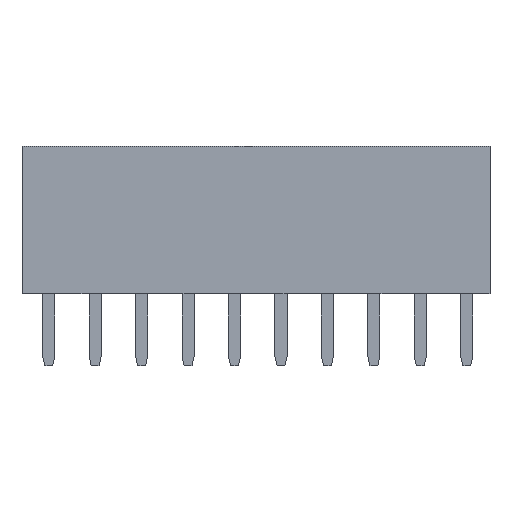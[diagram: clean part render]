
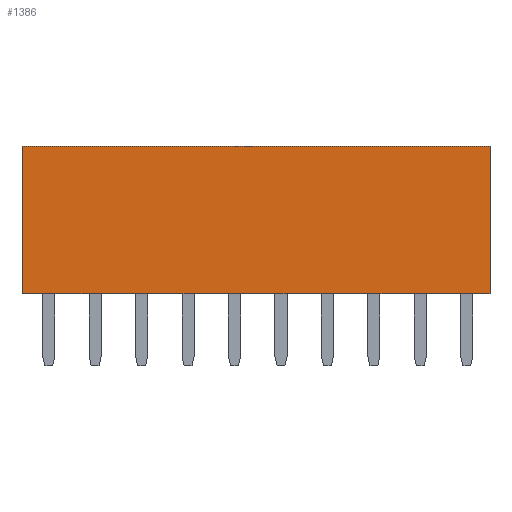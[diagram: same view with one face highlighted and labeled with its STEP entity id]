
A CAD part, top view. The second image highlights one B-rep face of the part: STEP entity #1386.
In plain terms, the highlighted planar face has unit normal (0, 0, 1).
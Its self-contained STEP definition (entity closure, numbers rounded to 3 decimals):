
#349=CARTESIAN_POINT('',(20.15,6.35,0.));
#350=VERTEX_POINT('',#349);
#357=CARTESIAN_POINT('',(20.15,0.,0.));
#358=VERTEX_POINT('',#357);
#359=CARTESIAN_POINT('',(20.15,0.,0.));
#360=DIRECTION('',(0.,1.,0.));
#361=VECTOR('',#360,6.35);
#362=LINE('',#359,#361);
#363=EDGE_CURVE('',#358,#350,#362,.T.);
#379=CARTESIAN_POINT('',(0.,6.35,0.));
#380=VERTEX_POINT('',#379);
#410=CARTESIAN_POINT('',(0.,0.,0.));
#411=VERTEX_POINT('',#410);
#421=CARTESIAN_POINT('',(0.,0.,0.));
#422=CARTESIAN_POINT('',(0.,1.27,0.));
#423=CARTESIAN_POINT('',(0.,2.54,0.));
#424=CARTESIAN_POINT('',(0.,3.81,0.));
#425=CARTESIAN_POINT('',(0.,5.08,0.));
#426=CARTESIAN_POINT('',(0.,6.35,0.));
#427=B_SPLINE_CURVE_WITH_KNOTS('',5,(#421,#422,#423,#424,#425,#426),.UNSPECIFIED.,.F.,.U.,(6,6),(0.,6.35),.UNSPECIFIED.);
#428=EDGE_CURVE('',#411,#380,#427,.T.);
#438=CARTESIAN_POINT('',(0.,6.35,0.));
#439=CARTESIAN_POINT('',(4.03,6.35,0.));
#440=CARTESIAN_POINT('',(8.06,6.35,0.));
#441=CARTESIAN_POINT('',(12.09,6.35,0.));
#442=CARTESIAN_POINT('',(16.12,6.35,0.));
#443=CARTESIAN_POINT('',(20.15,6.35,0.));
#444=B_SPLINE_CURVE_WITH_KNOTS('',5,(#438,#439,#440,#441,#442,#443),.UNSPECIFIED.,.F.,.U.,(6,6),(0.,20.15),.UNSPECIFIED.);
#445=EDGE_CURVE('',#380,#350,#444,.T.);
#1177=CARTESIAN_POINT('',(10.125,3.175,0.));
#1178=DIRECTION('',(1.,0.,0.));
#1179=DIRECTION('',(0.,0.,1.));
#1180=AXIS2_PLACEMENT_3D('',#1177,#1179,#1178);
#1181=PLANE('',#1180);
#1182=ORIENTED_EDGE('',*,*,#445,.F.);
#1183=ORIENTED_EDGE('',*,*,#428,.F.);
#1184=CARTESIAN_POINT('',(0.8,0.,0.));
#1185=VERTEX_POINT('',#1184);
#1186=CARTESIAN_POINT('',(0.8,0.,0.));
#1187=CARTESIAN_POINT('',(0.64,0.,0.));
#1188=CARTESIAN_POINT('',(0.48,0.,0.));
#1189=CARTESIAN_POINT('',(0.32,0.,0.));
#1190=CARTESIAN_POINT('',(0.16,0.,0.));
#1191=CARTESIAN_POINT('',(0.,0.,0.));
#1192=B_SPLINE_CURVE_WITH_KNOTS('',5,(#1186,#1187,#1188,#1189,#1190,#1191),.UNSPECIFIED.,.F.,.U.,(6,6),(0.,0.8),.UNSPECIFIED.);
#1193=EDGE_CURVE('',#1185,#411,#1192,.T.);
#1194=ORIENTED_EDGE('',*,*,#1193,.F.);
#1195=CARTESIAN_POINT('',(1.5,0.,0.));
#1196=VERTEX_POINT('',#1195);
#1197=CARTESIAN_POINT('',(1.5,0.,0.));
#1198=DIRECTION('',(-1.,0.,0.));
#1199=VECTOR('',#1198,0.7);
#1200=LINE('',#1197,#1199);
#1201=EDGE_CURVE('',#1196,#1185,#1200,.T.);
#1202=ORIENTED_EDGE('',*,*,#1201,.F.);
#1203=CARTESIAN_POINT('',(2.8,0.,0.));
#1204=VERTEX_POINT('',#1203);
#1205=CARTESIAN_POINT('',(1.5,0.,0.));
#1206=CARTESIAN_POINT('',(1.76,0.,0.));
#1207=CARTESIAN_POINT('',(2.02,0.,0.));
#1208=CARTESIAN_POINT('',(2.28,0.,0.));
#1209=CARTESIAN_POINT('',(2.54,0.,0.));
#1210=CARTESIAN_POINT('',(2.8,0.,0.));
#1211=B_SPLINE_CURVE_WITH_KNOTS('',5,(#1205,#1206,#1207,#1208,#1209,#1210),.UNSPECIFIED.,.F.,.U.,(6,6),(0.,1.3),.UNSPECIFIED.);
#1212=EDGE_CURVE('',#1196,#1204,#1211,.T.);
#1213=ORIENTED_EDGE('',*,*,#1212,.T.);
#1214=CARTESIAN_POINT('',(3.5,0.,0.));
#1215=VERTEX_POINT('',#1214);
#1216=CARTESIAN_POINT('',(3.5,0.,0.));
#1217=DIRECTION('',(-1.,0.,0.));
#1218=VECTOR('',#1217,0.7);
#1219=LINE('',#1216,#1218);
#1220=EDGE_CURVE('',#1215,#1204,#1219,.T.);
#1221=ORIENTED_EDGE('',*,*,#1220,.F.);
#1222=CARTESIAN_POINT('',(4.8,0.,0.));
#1223=VERTEX_POINT('',#1222);
#1224=CARTESIAN_POINT('',(3.5,0.,0.));
#1225=CARTESIAN_POINT('',(3.76,0.,0.));
#1226=CARTESIAN_POINT('',(4.02,0.,0.));
#1227=CARTESIAN_POINT('',(4.28,0.,0.));
#1228=CARTESIAN_POINT('',(4.54,0.,0.));
#1229=CARTESIAN_POINT('',(4.8,0.,0.));
#1230=B_SPLINE_CURVE_WITH_KNOTS('',5,(#1224,#1225,#1226,#1227,#1228,#1229),.UNSPECIFIED.,.F.,.U.,(6,6),(0.,1.3),.UNSPECIFIED.);
#1231=EDGE_CURVE('',#1215,#1223,#1230,.T.);
#1232=ORIENTED_EDGE('',*,*,#1231,.T.);
#1233=CARTESIAN_POINT('',(5.5,0.,0.));
#1234=VERTEX_POINT('',#1233);
#1235=CARTESIAN_POINT('',(5.5,0.,0.));
#1236=DIRECTION('',(-1.,0.,0.));
#1237=VECTOR('',#1236,0.7);
#1238=LINE('',#1235,#1237);
#1239=EDGE_CURVE('',#1234,#1223,#1238,.T.);
#1240=ORIENTED_EDGE('',*,*,#1239,.F.);
#1241=CARTESIAN_POINT('',(6.8,0.,0.));
#1242=VERTEX_POINT('',#1241);
#1243=CARTESIAN_POINT('',(5.5,0.,0.));
#1244=CARTESIAN_POINT('',(5.76,0.,0.));
#1245=CARTESIAN_POINT('',(6.02,0.,0.));
#1246=CARTESIAN_POINT('',(6.28,0.,0.));
#1247=CARTESIAN_POINT('',(6.54,0.,0.));
#1248=CARTESIAN_POINT('',(6.8,0.,0.));
#1249=B_SPLINE_CURVE_WITH_KNOTS('',5,(#1243,#1244,#1245,#1246,#1247,#1248),.UNSPECIFIED.,.F.,.U.,(6,6),(0.,1.3),.UNSPECIFIED.);
#1250=EDGE_CURVE('',#1234,#1242,#1249,.T.);
#1251=ORIENTED_EDGE('',*,*,#1250,.T.);
#1252=CARTESIAN_POINT('',(7.5,0.,0.));
#1253=VERTEX_POINT('',#1252);
#1254=CARTESIAN_POINT('',(7.5,0.,0.));
#1255=DIRECTION('',(-1.,0.,0.));
#1256=VECTOR('',#1255,0.7);
#1257=LINE('',#1254,#1256);
#1258=EDGE_CURVE('',#1253,#1242,#1257,.T.);
#1259=ORIENTED_EDGE('',*,*,#1258,.F.);
#1260=CARTESIAN_POINT('',(8.8,0.,0.));
#1261=VERTEX_POINT('',#1260);
#1262=CARTESIAN_POINT('',(7.5,0.,0.));
#1263=CARTESIAN_POINT('',(7.76,0.,0.));
#1264=CARTESIAN_POINT('',(8.02,0.,0.));
#1265=CARTESIAN_POINT('',(8.28,0.,0.));
#1266=CARTESIAN_POINT('',(8.54,0.,0.));
#1267=CARTESIAN_POINT('',(8.8,0.,0.));
#1268=B_SPLINE_CURVE_WITH_KNOTS('',5,(#1262,#1263,#1264,#1265,#1266,#1267),.UNSPECIFIED.,.F.,.U.,(6,6),(0.,1.3),.UNSPECIFIED.);
#1269=EDGE_CURVE('',#1253,#1261,#1268,.T.);
#1270=ORIENTED_EDGE('',*,*,#1269,.T.);
#1271=CARTESIAN_POINT('',(9.5,0.,0.));
#1272=VERTEX_POINT('',#1271);
#1273=CARTESIAN_POINT('',(9.5,0.,0.));
#1274=DIRECTION('',(-1.,0.,0.));
#1275=VECTOR('',#1274,0.7);
#1276=LINE('',#1273,#1275);
#1277=EDGE_CURVE('',#1272,#1261,#1276,.T.);
#1278=ORIENTED_EDGE('',*,*,#1277,.F.);
#1279=CARTESIAN_POINT('',(10.8,0.,0.));
#1280=VERTEX_POINT('',#1279);
#1281=CARTESIAN_POINT('',(9.5,0.,0.));
#1282=CARTESIAN_POINT('',(9.76,0.,0.));
#1283=CARTESIAN_POINT('',(10.02,0.,0.));
#1284=CARTESIAN_POINT('',(10.28,0.,0.));
#1285=CARTESIAN_POINT('',(10.54,0.,0.));
#1286=CARTESIAN_POINT('',(10.8,0.,0.));
#1287=B_SPLINE_CURVE_WITH_KNOTS('',5,(#1281,#1282,#1283,#1284,#1285,#1286),.UNSPECIFIED.,.F.,.U.,(6,6),(0.,1.3),.UNSPECIFIED.);
#1288=EDGE_CURVE('',#1272,#1280,#1287,.T.);
#1289=ORIENTED_EDGE('',*,*,#1288,.T.);
#1290=CARTESIAN_POINT('',(11.5,0.,0.));
#1291=VERTEX_POINT('',#1290);
#1292=CARTESIAN_POINT('',(11.5,0.,0.));
#1293=DIRECTION('',(-1.,0.,0.));
#1294=VECTOR('',#1293,0.7);
#1295=LINE('',#1292,#1294);
#1296=EDGE_CURVE('',#1291,#1280,#1295,.T.);
#1297=ORIENTED_EDGE('',*,*,#1296,.F.);
#1298=CARTESIAN_POINT('',(12.8,0.,0.));
#1299=VERTEX_POINT('',#1298);
#1300=CARTESIAN_POINT('',(11.5,0.,0.));
#1301=CARTESIAN_POINT('',(11.76,0.,0.));
#1302=CARTESIAN_POINT('',(12.02,0.,0.));
#1303=CARTESIAN_POINT('',(12.28,0.,0.));
#1304=CARTESIAN_POINT('',(12.54,0.,0.));
#1305=CARTESIAN_POINT('',(12.8,0.,0.));
#1306=B_SPLINE_CURVE_WITH_KNOTS('',5,(#1300,#1301,#1302,#1303,#1304,#1305),.UNSPECIFIED.,.F.,.U.,(6,6),(0.,1.3),.UNSPECIFIED.);
#1307=EDGE_CURVE('',#1291,#1299,#1306,.T.);
#1308=ORIENTED_EDGE('',*,*,#1307,.T.);
#1309=CARTESIAN_POINT('',(13.5,0.,0.));
#1310=VERTEX_POINT('',#1309);
#1311=CARTESIAN_POINT('',(13.5,0.,0.));
#1312=DIRECTION('',(-1.,0.,0.));
#1313=VECTOR('',#1312,0.7);
#1314=LINE('',#1311,#1313);
#1315=EDGE_CURVE('',#1310,#1299,#1314,.T.);
#1316=ORIENTED_EDGE('',*,*,#1315,.F.);
#1317=CARTESIAN_POINT('',(14.8,0.,0.));
#1318=VERTEX_POINT('',#1317);
#1319=CARTESIAN_POINT('',(13.5,0.,0.));
#1320=CARTESIAN_POINT('',(13.76,0.,0.));
#1321=CARTESIAN_POINT('',(14.02,0.,0.));
#1322=CARTESIAN_POINT('',(14.28,0.,0.));
#1323=CARTESIAN_POINT('',(14.54,0.,0.));
#1324=CARTESIAN_POINT('',(14.8,0.,0.));
#1325=B_SPLINE_CURVE_WITH_KNOTS('',5,(#1319,#1320,#1321,#1322,#1323,#1324),.UNSPECIFIED.,.F.,.U.,(6,6),(0.,1.3),.UNSPECIFIED.);
#1326=EDGE_CURVE('',#1310,#1318,#1325,.T.);
#1327=ORIENTED_EDGE('',*,*,#1326,.T.);
#1328=CARTESIAN_POINT('',(15.5,0.,0.));
#1329=VERTEX_POINT('',#1328);
#1330=CARTESIAN_POINT('',(15.5,0.,0.));
#1331=DIRECTION('',(-1.,0.,0.));
#1332=VECTOR('',#1331,0.7);
#1333=LINE('',#1330,#1332);
#1334=EDGE_CURVE('',#1329,#1318,#1333,.T.);
#1335=ORIENTED_EDGE('',*,*,#1334,.F.);
#1336=CARTESIAN_POINT('',(16.8,0.,0.));
#1337=VERTEX_POINT('',#1336);
#1338=CARTESIAN_POINT('',(15.5,0.,0.));
#1339=CARTESIAN_POINT('',(15.76,0.,0.));
#1340=CARTESIAN_POINT('',(16.02,0.,0.));
#1341=CARTESIAN_POINT('',(16.28,0.,0.));
#1342=CARTESIAN_POINT('',(16.54,0.,0.));
#1343=CARTESIAN_POINT('',(16.8,0.,0.));
#1344=B_SPLINE_CURVE_WITH_KNOTS('',5,(#1338,#1339,#1340,#1341,#1342,#1343),.UNSPECIFIED.,.F.,.U.,(6,6),(0.,1.3),.UNSPECIFIED.);
#1345=EDGE_CURVE('',#1329,#1337,#1344,.T.);
#1346=ORIENTED_EDGE('',*,*,#1345,.T.);
#1347=CARTESIAN_POINT('',(17.5,0.,0.));
#1348=VERTEX_POINT('',#1347);
#1349=CARTESIAN_POINT('',(17.5,0.,0.));
#1350=DIRECTION('',(-1.,0.,0.));
#1351=VECTOR('',#1350,0.7);
#1352=LINE('',#1349,#1351);
#1353=EDGE_CURVE('',#1348,#1337,#1352,.T.);
#1354=ORIENTED_EDGE('',*,*,#1353,.F.);
#1355=CARTESIAN_POINT('',(18.8,0.,0.));
#1356=VERTEX_POINT('',#1355);
#1357=CARTESIAN_POINT('',(17.5,0.,0.));
#1358=CARTESIAN_POINT('',(17.76,0.,0.));
#1359=CARTESIAN_POINT('',(18.02,0.,0.));
#1360=CARTESIAN_POINT('',(18.28,0.,0.));
#1361=CARTESIAN_POINT('',(18.54,0.,0.));
#1362=CARTESIAN_POINT('',(18.8,0.,0.));
#1363=B_SPLINE_CURVE_WITH_KNOTS('',5,(#1357,#1358,#1359,#1360,#1361,#1362),.UNSPECIFIED.,.F.,.U.,(6,6),(0.,1.3),.UNSPECIFIED.);
#1364=EDGE_CURVE('',#1348,#1356,#1363,.T.);
#1365=ORIENTED_EDGE('',*,*,#1364,.T.);
#1366=CARTESIAN_POINT('',(19.5,0.,0.));
#1367=VERTEX_POINT('',#1366);
#1368=CARTESIAN_POINT('',(19.5,0.,0.));
#1369=DIRECTION('',(-1.,0.,0.));
#1370=VECTOR('',#1369,0.7);
#1371=LINE('',#1368,#1370);
#1372=EDGE_CURVE('',#1367,#1356,#1371,.T.);
#1373=ORIENTED_EDGE('',*,*,#1372,.F.);
#1374=CARTESIAN_POINT('',(19.5,0.,0.));
#1375=CARTESIAN_POINT('',(19.63,0.,0.));
#1376=CARTESIAN_POINT('',(19.76,0.,0.));
#1377=CARTESIAN_POINT('',(19.89,0.,0.));
#1378=CARTESIAN_POINT('',(20.02,0.,0.));
#1379=CARTESIAN_POINT('',(20.15,0.,0.));
#1380=B_SPLINE_CURVE_WITH_KNOTS('',5,(#1374,#1375,#1376,#1377,#1378,#1379),.UNSPECIFIED.,.F.,.U.,(6,6),(0.,0.65),.UNSPECIFIED.);
#1381=EDGE_CURVE('',#1367,#358,#1380,.T.);
#1382=ORIENTED_EDGE('',*,*,#1381,.T.);
#1383=ORIENTED_EDGE('',*,*,#363,.T.);
#1384=EDGE_LOOP('',(#1182,#1183,#1194,#1202,#1213,#1221,#1232,#1240,#1251,#1259,#1270,#1278,#1289,#1297,#1308,#1316,#1327,#1335,#1346,#1354,#1365,#1373,#1382,#1383));
#1385=FACE_OUTER_BOUND('',#1384,.T.);
#1386=ADVANCED_FACE('',(#1385),#1181,.T.);
